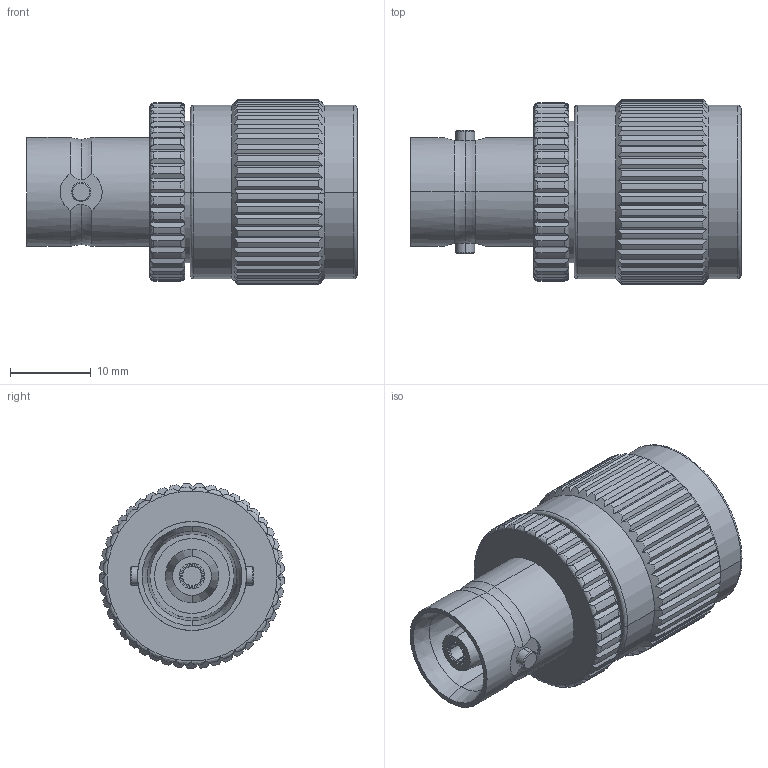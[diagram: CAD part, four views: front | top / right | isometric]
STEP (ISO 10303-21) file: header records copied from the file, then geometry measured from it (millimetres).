
FILE_DESCRIPTION (( 'STEP AP203' ), '1' );
FILE_NAME ('FMAD1295_3D.STEP', '2022-03-18T22:40:52', ( '' ), ( '' ), 'SwSTEP 2.0', 'SolidWorks 2021', '' );
FILE_SCHEMA (( 'CONFIG_CONTROL_DESIGN' ));
Length unit declared in the file: inch
Products named in the file (3): Copy of HN Male body^FMAD1295; Copy of C Female body for adapter^FMAD1295; FMAD1295_3D
Assembly tree (2 placements, depth 2):
  FMAD1295_3D
    Copy of C Female body for adapter^FMAD1295
    Copy of HN Male body^FMAD1295
Bounding box: 40.79 x 22.86 x 22.86 mm (x, y, z)
Volume: 8529.6 mm3; surface area: 8320.5 mm2
Topology: 2 solids, 4 shells, 424 faces, 1163 edges, 761 vertices
Faces by surface type: plane 228, cylinder 141, cone 33, bspline 16, torus 6
Entity records: 15361 total; most frequent: CARTESIAN_POINT 4781, ORIENTED_EDGE 2326, DIRECTION 1966, EDGE_CURVE 1163, AXIS2_PLACEMENT_3D 778, VERTEX_POINT 761, EDGE_LOOP 444, FACE_OUTER_BOUND 424
